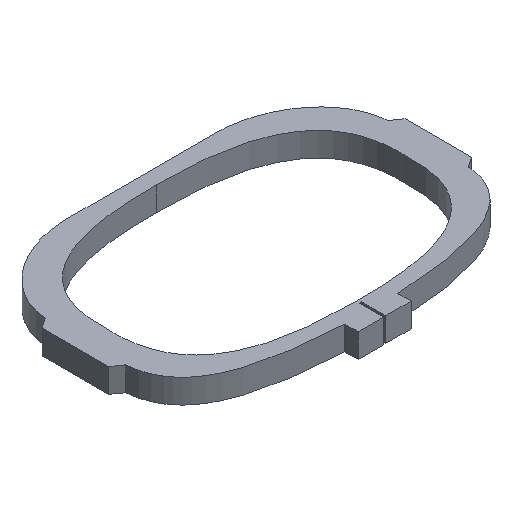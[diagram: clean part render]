
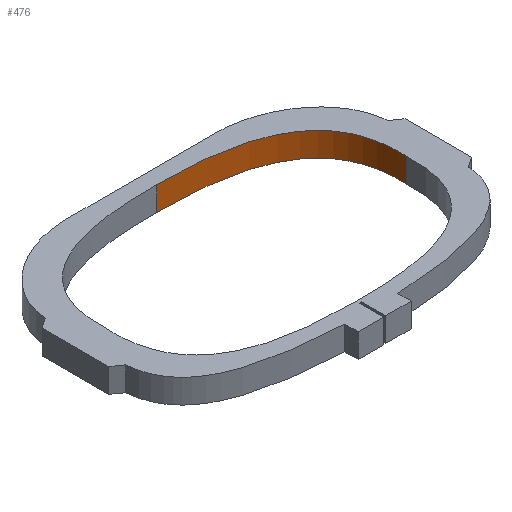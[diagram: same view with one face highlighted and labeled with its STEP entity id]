
A CAD part, isometric view. The second image highlights one B-rep face of the part: STEP entity #476.
In plain terms, the highlighted free-form (B-spline) face has degree [3, 1] with [7, 2] control points.
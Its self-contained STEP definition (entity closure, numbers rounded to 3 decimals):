
#26=B_SPLINE_SURFACE_WITH_KNOTS('',3,1,((#913,#914),(#915,#916),(#917,#918),
(#919,#920),(#921,#922),(#923,#924),(#925,#926)),
 .SURF_OF_LINEAR_EXTRUSION.,.F.,.F.,.F.,(4,1,1,1,4),(2,2),(0.,0.25,0.5,
0.75,1.),(0.,1.),.UNSPECIFIED.);
#30=(
BOUNDED_CURVE()
B_SPLINE_CURVE(2,(#682,#683,#684),.UNSPECIFIED.,.F.,.F.)
B_SPLINE_CURVE_WITH_KNOTS((3,3),(0.,1.),.UNSPECIFIED.)
CURVE()
GEOMETRIC_REPRESENTATION_ITEM()
RATIONAL_B_SPLINE_CURVE((1.,1.035,1.))
REPRESENTATION_ITEM('')
);
#35=(
BOUNDED_CURVE()
B_SPLINE_CURVE(2,(#783,#784,#785),.UNSPECIFIED.,.F.,.F.)
B_SPLINE_CURVE_WITH_KNOTS((3,3),(0.,1.),.UNSPECIFIED.)
CURVE()
GEOMETRIC_REPRESENTATION_ITEM()
RATIONAL_B_SPLINE_CURVE((1.,1.035,1.))
REPRESENTATION_ITEM('')
);
#168=ORIENTED_EDGE('',*,*,#241,.T.);
#169=ORIENTED_EDGE('',*,*,#196,.F.);
#170=ORIENTED_EDGE('',*,*,#240,.F.);
#171=ORIENTED_EDGE('',*,*,#219,.F.);
#196=EDGE_CURVE('',#262,#263,#30,.T.);
#219=EDGE_CURVE('',#285,#282,#35,.F.);
#240=EDGE_CURVE('',#282,#262,#334,.T.);
#241=EDGE_CURVE('',#285,#263,#335,.T.);
#262=VERTEX_POINT('',#681);
#263=VERTEX_POINT('',#685);
#282=VERTEX_POINT('',#773);
#285=VERTEX_POINT('',#782);
#334=LINE('',#912,#384);
#335=LINE('',#927,#385);
#384=VECTOR('',#589,1000.);
#385=VECTOR('',#590,1000.);
#410=EDGE_LOOP('',(#168,#169,#170,#171));
#436=FACE_BOUND('',#410,.T.);
#476=ADVANCED_FACE('',(#436),#26,.T.);
#589=DIRECTION('',(0.,0.,1.));
#590=DIRECTION('',(0.,0.,1.));
#681=CARTESIAN_POINT('',(88.527,19.909,-31.));
#682=CARTESIAN_POINT('',(88.527,19.909,-31.));
#683=CARTESIAN_POINT('',(120.717,20.348,-31.));
#684=CARTESIAN_POINT('',(119.557,-0.9,-31.));
#685=CARTESIAN_POINT('',(119.557,-0.9,-31.));
#773=CARTESIAN_POINT('',(88.527,19.909,-36.));
#782=CARTESIAN_POINT('',(119.557,-0.9,-36.));
#783=CARTESIAN_POINT('',(88.527,19.909,-36.));
#784=CARTESIAN_POINT('',(120.717,20.348,-36.));
#785=CARTESIAN_POINT('',(119.557,-0.9,-36.));
#912=CARTESIAN_POINT('',(88.527,19.909,-51.428));
#913=CARTESIAN_POINT('',(88.527,19.909,-36.));
#914=CARTESIAN_POINT('',(88.527,19.909,-31.));
#915=CARTESIAN_POINT('',(94.08,19.985,-36.));
#916=CARTESIAN_POINT('',(94.08,19.985,-31.));
#917=CARTESIAN_POINT('',(103.515,19.233,-36.));
#918=CARTESIAN_POINT('',(103.515,19.233,-31.));
#919=CARTESIAN_POINT('',(113.215,15.469,-36.));
#920=CARTESIAN_POINT('',(113.215,15.469,-31.));
#921=CARTESIAN_POINT('',(118.764,9.007,-36.));
#922=CARTESIAN_POINT('',(118.764,9.007,-31.));
#923=CARTESIAN_POINT('',(119.757,2.765,-36.));
#924=CARTESIAN_POINT('',(119.757,2.765,-31.));
#925=CARTESIAN_POINT('',(119.557,-0.9,-36.));
#926=CARTESIAN_POINT('',(119.557,-0.9,-31.));
#927=CARTESIAN_POINT('',(119.557,-0.9,-51.428));
